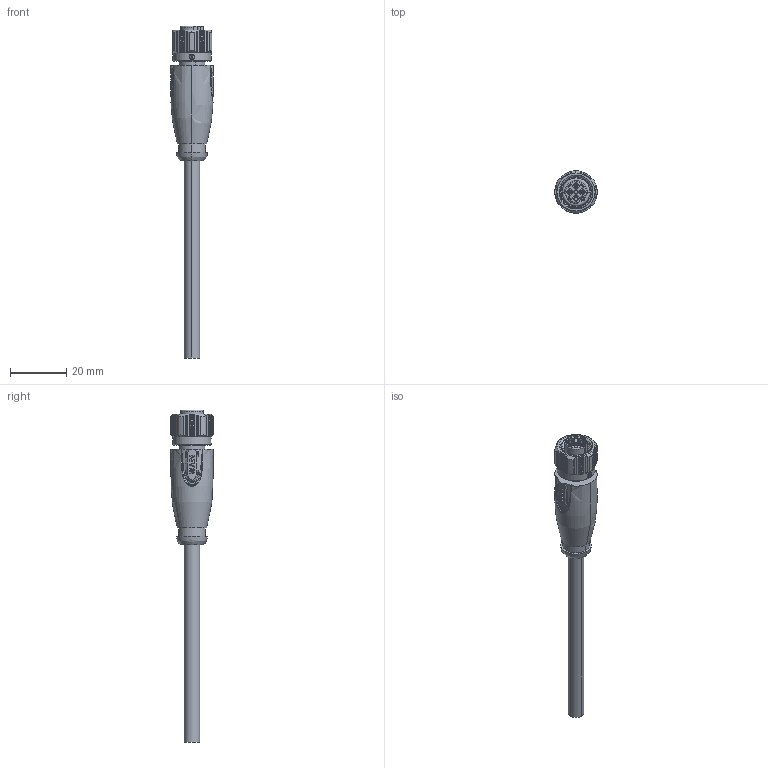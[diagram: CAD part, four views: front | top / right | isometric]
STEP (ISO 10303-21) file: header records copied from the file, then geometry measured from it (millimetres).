
FILE_DESCRIPTION((''),'2;1');
FILE_NAME('F4B','2023-12-14T',('lian.chen'),(''),'PRO/ENGINEER BY PARAMETRIC TECHNOLOGY CORPORATION, 2012480','PRO/ENGINEER BY PARAMETRIC TECHNOLOGY CORPORATION, 2012480','');
FILE_SCHEMA(('CONFIG_CONTROL_DESIGN'));
Length unit declared in the file: millimetre
Products named in the file (1): F4B
Bounding box: 15 x 15.2 x 117.9 mm (x, y, z)
Volume: 7983.9 mm3; surface area: 4875.6 mm2
Topology: 1 solids, 1 shells, 571 faces, 1636 edges, 1079 vertices
Faces by surface type: plane 269, cylinder 204, bspline 32, cone 29, torus 22, revolution 10, extrusion 5
Entity records: 25954 total; most frequent: CARTESIAN_POINT 11506, ORIENTED_EDGE 3264, DIRECTION 2776, EDGE_CURVE 1632, AXIS2_PLACEMENT_3D 1100, VERTEX_POINT 1079, EDGE_LOOP 605, CIRCLE 576
